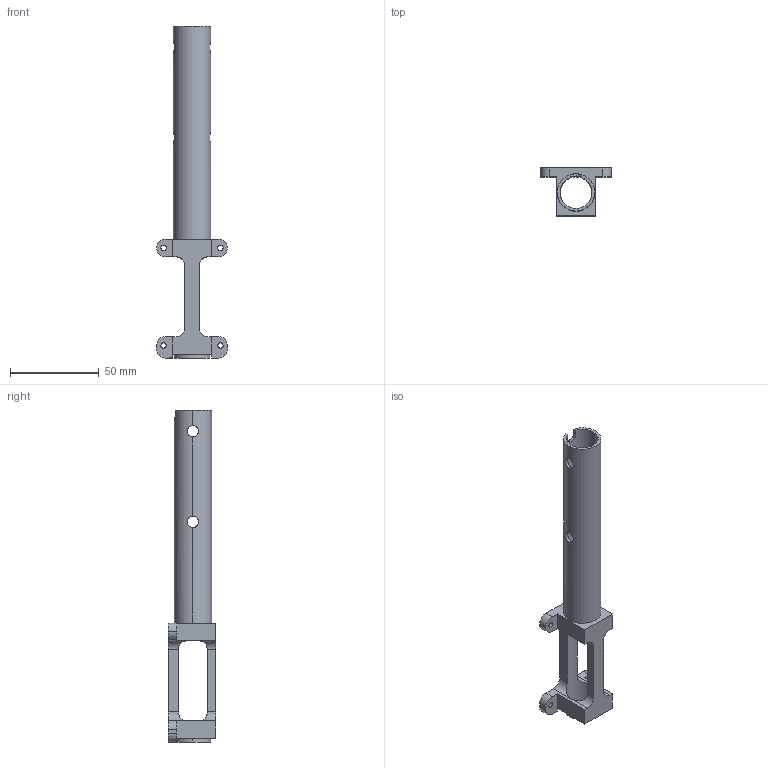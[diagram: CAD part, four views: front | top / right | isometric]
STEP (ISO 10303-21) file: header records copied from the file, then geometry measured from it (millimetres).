
FILE_DESCRIPTION (( 'STEP AP214' ), '1' );
FILE_NAME ('枪管.STEP', '2017-04-25T13:21:55', ( '' ), ( '' ), 'SwSTEP 2.0', 'SolidWorks 2017', '' );
FILE_SCHEMA (( 'AUTOMOTIVE_DESIGN' ));
Length unit declared in the file: millimetre
Products named in the file (1): Л奪
Bounding box: 40 x 27 x 187 mm (x, y, z)
Volume: 23026.2 mm3; surface area: 22653.5 mm2
Topology: 1 solids, 1 shells, 70 faces, 211 edges, 132 vertices
Faces by surface type: cylinder 40, plane 30
Entity records: 3147 total; most frequent: CARTESIAN_POINT 1198, ORIENTED_EDGE 422, DIRECTION 379, EDGE_CURVE 211, VERTEX_POINT 132, LINE 129, VECTOR 129, AXIS2_PLACEMENT_3D 125
